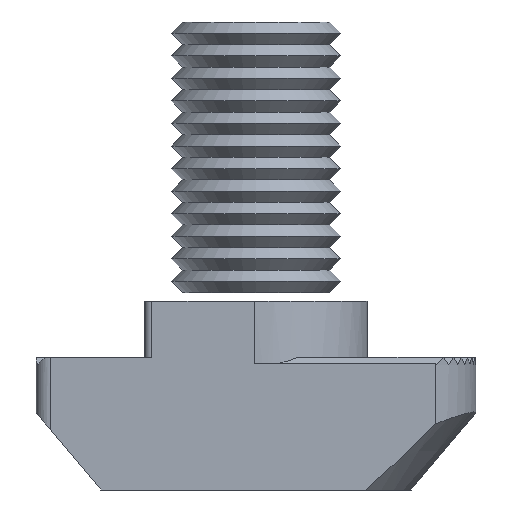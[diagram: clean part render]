
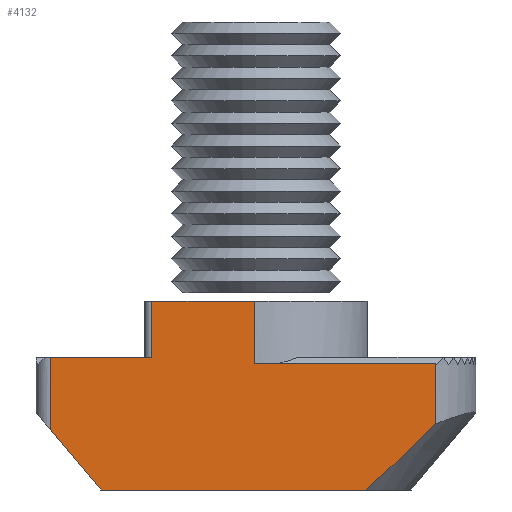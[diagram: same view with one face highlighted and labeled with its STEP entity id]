
A CAD part, front view. The second image highlights one B-rep face of the part: STEP entity #4132.
In plain terms, the highlighted planar face has unit normal (0, -1, 0).
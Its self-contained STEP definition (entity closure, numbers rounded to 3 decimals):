
#84 = CARTESIAN_POINT ( 'NONE',  ( -0.05, -3.9, 6.7 ) ) ;
#111 = DIRECTION ( 'NONE',  ( 0., 1., 0. ) ) ;
#136 = DIRECTION ( 'NONE',  ( -1., 0., 0. ) ) ;
#143 = PLANE ( 'NONE',  #2842 ) ;
#174 = CARTESIAN_POINT ( 'NONE',  ( 6.371, -3.9, 4.7 ) ) ;
#256 = CARTESIAN_POINT ( 'NONE',  ( 6.371, -3.9, 2.347 ) ) ;
#286 = CARTESIAN_POINT ( 'NONE',  ( -7.3, -3.9, 2.145 ) ) ;
#315 = CARTESIAN_POINT ( 'NONE',  ( 6.371, -3.9, 4.5 ) ) ;
#547 = CARTESIAN_POINT ( 'NONE',  ( 6.371, -3.9, 4.7 ) ) ;
#581 = DIRECTION ( 'NONE',  ( 1., 0., 0. ) ) ;
#608 = CARTESIAN_POINT ( 'NONE',  ( -0.05, -3.9, 4.5 ) ) ;
#635 = CARTESIAN_POINT ( 'NONE',  ( -3.7, -3.9, 4.7 ) ) ;
#714 = CARTESIAN_POINT ( 'NONE',  ( -3.95, -3.9, 4.7 ) ) ;
#736 = CARTESIAN_POINT ( 'NONE',  ( -3.7, -3.9, 6.7 ) ) ;
#745 = CARTESIAN_POINT ( 'NONE',  ( -5.5, -3.9, 0. ) ) ;
#752 = CARTESIAN_POINT ( 'NONE',  ( -7.3, -3.9, 4.7 ) ) ;
#800 = CARTESIAN_POINT ( 'NONE',  ( 3.878, -3.9, 0. ) ) ;
#1065 = EDGE_LOOP ( 'NONE', ( #3207, #3095, #3890, #3588, #3389, #3618, #3019, #3326, #3003, #3340, #3291 ) ) ;
#1435 = FACE_OUTER_BOUND ( 'NONE', #1065, .T. ) ;
#1542 = LINE ( 'NONE', #547, #1545 ) ;
#1545 = VECTOR ( 'NONE', #581, 1000. ) ;
#1586 = EDGE_CURVE ( 'NONE', #3380, #3974, #3357, .T. ) ;
#1655 = EDGE_CURVE ( 'NONE', #3974, #3238, #3432, .T. ) ;
#1659 = EDGE_CURVE ( 'NONE', #3691, #2984, #3430, .T. ) ;
#1662 = EDGE_CURVE ( 'NONE', #3706, #3940, #3434, .T. ) ;
#1791 = DIRECTION ( 'NONE',  ( 1., 0., 0. ) ) ;
#1833 = DIRECTION ( 'NONE',  ( 0., 0., -1. ) ) ;
#1858 = CARTESIAN_POINT ( 'NONE',  ( -7.3, -3.9, 4.7 ) ) ;
#1862 = DIRECTION ( 'NONE',  ( 1., 0., 0. ) ) ;
#1882 = CARTESIAN_POINT ( 'NONE',  ( 6.371, -3.9, 4.5 ) ) ;
#1886 = CARTESIAN_POINT ( 'NONE',  ( -0.05, -3.9, 6.7 ) ) ;
#1889 = CARTESIAN_POINT ( 'NONE',  ( 6.371, -3.9, 4.7 ) ) ;
#1916 = CARTESIAN_POINT ( 'NONE',  ( -3.7, -3.9, 6.7 ) ) ;
#1939 = DIRECTION ( 'NONE',  ( 1., 0., 0. ) ) ;
#1976 = DIRECTION ( 'NONE',  ( 0., 0., -1. ) ) ;
#1980 = DIRECTION ( 'NONE',  ( 0.643, 0., -0.766 ) ) ;
#2013 = DIRECTION ( 'NONE',  ( -1., 0., 0. ) ) ;
#2061 = DIRECTION ( 'NONE',  ( 0., 0., -1. ) ) ;
#2069 = DIRECTION ( 'NONE',  ( 0., 0., -1. ) ) ;
#2070 = CARTESIAN_POINT ( 'NONE',  ( -2.91, -3.9, -3.087 ) ) ;
#2084 = CARTESIAN_POINT ( 'NONE',  ( 6.371, -3.9, 4.7 ) ) ;
#2091 = CARTESIAN_POINT ( 'NONE',  ( 6.371, -3.9, 0. ) ) ;
#2096 = CARTESIAN_POINT ( 'NONE',  ( -0.05, -3.9, 6.7 ) ) ;
#2128 = EDGE_CURVE ( 'NONE', #2984, #3252, #3092, .T. ) ;
#2144 = EDGE_CURVE ( 'NONE', #3706, #3252, #3232, .T. ) ;
#2168 = EDGE_CURVE ( 'NONE', #3547, #3544, #3305, .T. ) ;
#2173 = EDGE_CURVE ( 'NONE', #3238, #3253, #3299, .T. ) ;
#2212 = EDGE_CURVE ( 'NONE', #3691, #3544, #3953, .T. ) ;
#2298 = EDGE_CURVE ( 'NONE', #3253, #3940, #4183, .T. ) ;
#2382 = EDGE_CURVE ( 'NONE', #3380, #3547, #1542, .T. ) ;
#2519 = CARTESIAN_POINT ( 'NONE',  ( 4.739, -3.9, 0.753 ) ) ;
#2721 = CARTESIAN_POINT ( 'NONE',  ( 4.317, -3.9, 0.369 ) ) ;
#2725 = CARTESIAN_POINT ( 'NONE',  ( 3.878, -3.9, 0. ) ) ;
#2831 = CARTESIAN_POINT ( 'NONE',  ( 6.371, -3.9, 2.347 ) ) ;
#2832 = CARTESIAN_POINT ( 'NONE',  ( 5.971, -3.9, 1.941 ) ) ;
#2834 = CARTESIAN_POINT ( 'NONE',  ( 5.566, -3.9, 1.539 ) ) ;
#2842 = AXIS2_PLACEMENT_3D ( 'NONE', #174, #111, #136 ) ;
#2984 = VERTEX_POINT ( 'NONE', #84 ) ;
#3003 = ORIENTED_EDGE ( 'NONE', *, *, #2173, .T. ) ;
#3019 = ORIENTED_EDGE ( 'NONE', *, *, #1586, .T. ) ;
#3092 = LINE ( 'NONE', #1886, #3210 ) ;
#3095 = ORIENTED_EDGE ( 'NONE', *, *, #2128, .F. ) ;
#3157 = VECTOR ( 'NONE', #1939, 1000. ) ;
#3207 = ORIENTED_EDGE ( 'NONE', *, *, #2144, .T. ) ;
#3210 = VECTOR ( 'NONE', #1833, 1000. ) ;
#3215 = VECTOR ( 'NONE', #1980, 1000. ) ;
#3232 = LINE ( 'NONE', #1882, #3319 ) ;
#3237 = VECTOR ( 'NONE', #1862, 1000. ) ;
#3238 = VERTEX_POINT ( 'NONE', #745 ) ;
#3252 = VERTEX_POINT ( 'NONE', #608 ) ;
#3253 = VERTEX_POINT ( 'NONE', #800 ) ;
#3291 = ORIENTED_EDGE ( 'NONE', *, *, #1662, .F. ) ;
#3299 = LINE ( 'NONE', #2091, #3237 ) ;
#3305 = LINE ( 'NONE', #2084, #3157 ) ;
#3319 = VECTOR ( 'NONE', #2013, 1000. ) ;
#3326 = ORIENTED_EDGE ( 'NONE', *, *, #1655, .T. ) ;
#3340 = ORIENTED_EDGE ( 'NONE', *, *, #2298, .T. ) ;
#3357 = LINE ( 'NONE', #1858, #3455 ) ;
#3380 = VERTEX_POINT ( 'NONE', #752 ) ;
#3389 = ORIENTED_EDGE ( 'NONE', *, *, #2168, .F. ) ;
#3430 = LINE ( 'NONE', #2096, #3438 ) ;
#3432 = LINE ( 'NONE', #2070, #3215 ) ;
#3434 = LINE ( 'NONE', #1889, #3458 ) ;
#3438 = VECTOR ( 'NONE', #1791, 1000. ) ;
#3455 = VECTOR ( 'NONE', #2061, 1000. ) ;
#3458 = VECTOR ( 'NONE', #2069, 1000. ) ;
#3544 = VERTEX_POINT ( 'NONE', #635 ) ;
#3547 = VERTEX_POINT ( 'NONE', #714 ) ;
#3588 = ORIENTED_EDGE ( 'NONE', *, *, #2212, .T. ) ;
#3618 = ORIENTED_EDGE ( 'NONE', *, *, #2382, .F. ) ;
#3691 = VERTEX_POINT ( 'NONE', #736 ) ;
#3706 = VERTEX_POINT ( 'NONE', #315 ) ;
#3890 = ORIENTED_EDGE ( 'NONE', *, *, #1659, .F. ) ;
#3940 = VERTEX_POINT ( 'NONE', #256 ) ;
#3952 = VECTOR ( 'NONE', #1976, 1000. ) ;
#3953 = LINE ( 'NONE', #1916, #3952 ) ;
#3974 = VERTEX_POINT ( 'NONE', #286 ) ;
#4132 = ADVANCED_FACE ( 'NONE', ( #1435 ), #143, .F. ) ;
#4183 = B_SPLINE_CURVE_WITH_KNOTS ( 'NONE', 3,
 ( #2725, #2721, #2519, #2834, #2832, #2831 ),
 .UNSPECIFIED., .F., .F.,
 ( 4, 2, 4 ),
 ( 0.009, 0.011, 0.013 ),
 .UNSPECIFIED. ) ;
